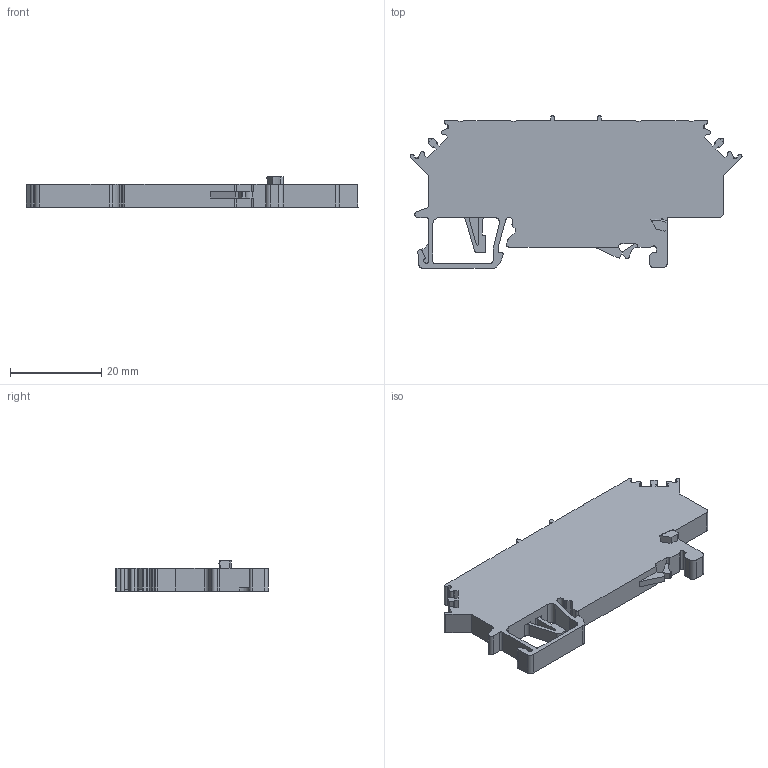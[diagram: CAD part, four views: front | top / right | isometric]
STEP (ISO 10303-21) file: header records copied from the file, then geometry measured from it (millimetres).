
FILE_DESCRIPTION(/* description */ (''),/* implementation_level */ '2;1');
FILE_NAME(/* name */ '225908.stp',/* time_stamp */ '2022-04-29T11:28:55+08:00',/* author */ (''),/* organization */ (''),/* preprocessor_version */ 'ST-DEVELOPER v16.7',/* originating_system */ 'SIEMENS PLM Software NX 12.0',/* authorisation */ '');
FILE_SCHEMA (('AUTOMOTIVE_DESIGN { 1 0 10303 214 3 1 1 1 }'));
Length unit declared in the file: millimetre
Products named in the file (1): SP3F1070E22z0m
Bounding box: 72.93 x 33.6 x 6.65 mm (x, y, z)
Volume: 8214.7 mm3; surface area: 5105.6 mm2
Topology: 1 solids, 1 shells, 280 faces, 789 edges, 512 vertices
Faces by surface type: plane 166, cylinder 95, cone 12, bspline 5, torus 2
Entity records: 9380 total; most frequent: CARTESIAN_POINT 2029, ORIENTED_EDGE 1576, DIRECTION 1508, EDGE_CURVE 788, LINE 526, VECTOR 526, VERTEX_POINT 512, AXIS2_PLACEMENT_3D 491
